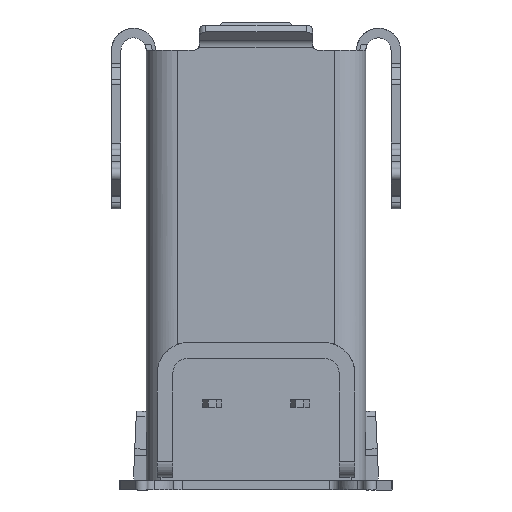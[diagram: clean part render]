
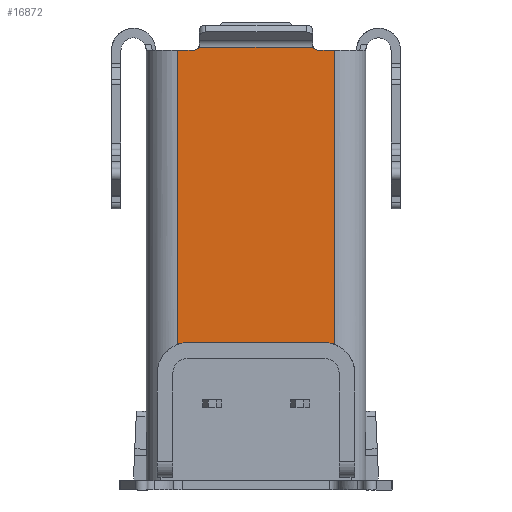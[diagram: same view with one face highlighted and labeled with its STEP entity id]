
A CAD part, front view. The second image highlights one B-rep face of the part: STEP entity #16872.
In plain terms, the highlighted planar face has unit normal (0, -1, 0).
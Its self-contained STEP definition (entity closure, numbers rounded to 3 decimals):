
#276 = VERTEX_POINT ( 'NONE', #2581 ) ;
#379 = AXIS2_PLACEMENT_3D ( 'NONE', #14845, #15008, #2880 ) ;
#577 = EDGE_CURVE ( 'NONE', #4875, #8185, #8627, .T. ) ;
#645 = EDGE_CURVE ( 'NONE', #7780, #8185, #12570, .T. ) ;
#1128 = ORIENTED_EDGE ( 'NONE', *, *, #8015, .F. ) ;
#1180 = DIRECTION ( 'NONE',  ( 0., 1., 0. ) ) ;
#1351 = CARTESIAN_POINT ( 'NONE',  ( -2., 0.35, 6.75 ) ) ;
#1416 = DIRECTION ( 'NONE',  ( 0., 0., 1. ) ) ;
#1480 = ORIENTED_EDGE ( 'NONE', *, *, #2250, .T. ) ;
#1875 = CARTESIAN_POINT ( 'NONE',  ( -3.5, 0.35, 6.55 ) ) ;
#2250 = EDGE_CURVE ( 'NONE', #15497, #276, #8999, .T. ) ;
#2452 = EDGE_CURVE ( 'NONE', #14153, #16053, #14683, .T. ) ;
#2457 = EDGE_CURVE ( 'NONE', #8249, #15497, #9521, .T. ) ;
#2487 = DIRECTION ( 'NONE',  ( 0., 0., -1. ) ) ;
#2516 = CIRCLE ( 'NONE', #10874, 1. ) ;
#2581 = CARTESIAN_POINT ( 'NONE',  ( 2., 0.35, 6.55 ) ) ;
#2692 = FACE_OUTER_BOUND ( 'NONE', #10923, .T. ) ;
#2861 = DIRECTION ( 'NONE',  ( 0., 0., -1. ) ) ;
#2880 = DIRECTION ( 'NONE',  ( 1., 0., 0. ) ) ;
#3099 = EDGE_CURVE ( 'NONE', #16053, #10474, #12493, .T. ) ;
#3633 = EDGE_CURVE ( 'NONE', #7780, #13214, #4198, .T. ) ;
#3636 = DIRECTION ( 'NONE',  ( 0., -1., 0. ) ) ;
#3806 = DIRECTION ( 'NONE',  ( 0., 0., -1. ) ) ;
#3983 = DIRECTION ( 'NONE',  ( 0., -1., 0. ) ) ;
#4002 = CARTESIAN_POINT ( 'NONE',  ( 2.5, 0.35, 6.55 ) ) ;
#4034 = CARTESIAN_POINT ( 'NONE',  ( -1.827, 0.35, 6.65 ) ) ;
#4125 = AXIS2_PLACEMENT_3D ( 'NONE', #1351, #1180, #2487 ) ;
#4198 = LINE ( 'NONE', #13809, #7749 ) ;
#4308 = ORIENTED_EDGE ( 'NONE', *, *, #577, .T. ) ;
#4610 = CARTESIAN_POINT ( 'NONE',  ( -2.5, 0.35, -7.15 ) ) ;
#4875 = VERTEX_POINT ( 'NONE', #14492 ) ;
#5090 = EDGE_CURVE ( 'NONE', #8249, #13214, #2516, .T. ) ;
#5292 = CARTESIAN_POINT ( 'NONE',  ( 2.15, 0.35, -3.75 ) ) ;
#6576 = ORIENTED_EDGE ( 'NONE', *, *, #2457, .T. ) ;
#6854 = DIRECTION ( 'NONE',  ( 0., 0., -1. ) ) ;
#7470 = DIRECTION ( 'NONE',  ( 0., 0., -1. ) ) ;
#7612 = AXIS2_PLACEMENT_3D ( 'NONE', #12198, #3983, #2861 ) ;
#7749 = VECTOR ( 'NONE', #14942, 1000. ) ;
#7780 = VERTEX_POINT ( 'NONE', #9210 ) ;
#7823 = CARTESIAN_POINT ( 'NONE',  ( -2.15, 0.35, -3.75 ) ) ;
#8015 = EDGE_CURVE ( 'NONE', #4875, #10474, #11382, .T. ) ;
#8099 = AXIS2_PLACEMENT_3D ( 'NONE', #7823, #3636, #3806 ) ;
#8185 = VERTEX_POINT ( 'NONE', #12967 ) ;
#8249 = VERTEX_POINT ( 'NONE', #15683 ) ;
#8259 = CARTESIAN_POINT ( 'NONE',  ( 2.15, 0.35, -2.75 ) ) ;
#8281 = DIRECTION ( 'NONE',  ( -1., 0., 0. ) ) ;
#8488 = VECTOR ( 'NONE', #10394, 1000. ) ;
#8627 = LINE ( 'NONE', #4610, #15343 ) ;
#8999 = LINE ( 'NONE', #10660, #8488 ) ;
#9210 = CARTESIAN_POINT ( 'NONE',  ( -2.15, 0.35, -2.75 ) ) ;
#9448 = VECTOR ( 'NONE', #15325, 1000. ) ;
#9521 = LINE ( 'NONE', #13380, #9969 ) ;
#9969 = VECTOR ( 'NONE', #1416, 1000. ) ;
#10394 = DIRECTION ( 'NONE',  ( -1., 0., 0. ) ) ;
#10474 = VERTEX_POINT ( 'NONE', #15158 ) ;
#10536 = ORIENTED_EDGE ( 'NONE', *, *, #3633, .T. ) ;
#10660 = CARTESIAN_POINT ( 'NONE',  ( 2.5, 0.35, 6.55 ) ) ;
#10874 = AXIS2_PLACEMENT_3D ( 'NONE', #5292, #14651, #6854 ) ;
#10885 = ORIENTED_EDGE ( 'NONE', *, *, #3099, .T. ) ;
#10923 = EDGE_LOOP ( 'NONE', ( #1128, #4308, #11060, #10536, #17025, #6576, #1480, #11602, #13770, #10885 ) ) ;
#11060 = ORIENTED_EDGE ( 'NONE', *, *, #645, .F. ) ;
#11369 = VECTOR ( 'NONE', #8281, 1000. ) ;
#11382 = LINE ( 'NONE', #1875, #9448 ) ;
#11602 = ORIENTED_EDGE ( 'NONE', *, *, #16538, .T. ) ;
#12198 = CARTESIAN_POINT ( 'NONE',  ( -2.5, 0.35, -7.15 ) ) ;
#12371 = PLANE ( 'NONE',  #7612 ) ;
#12493 = CIRCLE ( 'NONE', #4125, 0.2 ) ;
#12570 = CIRCLE ( 'NONE', #8099, 1. ) ;
#12967 = CARTESIAN_POINT ( 'NONE',  ( -2.5, 0.35, -2.813 ) ) ;
#13214 = VERTEX_POINT ( 'NONE', #8259 ) ;
#13380 = CARTESIAN_POINT ( 'NONE',  ( 2.5, 0.35, -7.15 ) ) ;
#13770 = ORIENTED_EDGE ( 'NONE', *, *, #2452, .T. ) ;
#13809 = CARTESIAN_POINT ( 'NONE',  ( -2.5, 0.35, -2.75 ) ) ;
#14153 = VERTEX_POINT ( 'NONE', #14480 ) ;
#14480 = CARTESIAN_POINT ( 'NONE',  ( 1.827, 0.35, 6.65 ) ) ;
#14492 = CARTESIAN_POINT ( 'NONE',  ( -2.5, 0.35, 6.55 ) ) ;
#14651 = DIRECTION ( 'NONE',  ( 0., -1., 0. ) ) ;
#14683 = LINE ( 'NONE', #16167, #11369 ) ;
#14845 = CARTESIAN_POINT ( 'NONE',  ( 2., 0.35, 6.75 ) ) ;
#14942 = DIRECTION ( 'NONE',  ( 1., 0., 0. ) ) ;
#15008 = DIRECTION ( 'NONE',  ( 0., 1., 0. ) ) ;
#15158 = CARTESIAN_POINT ( 'NONE',  ( -2., 0.35, 6.55 ) ) ;
#15325 = DIRECTION ( 'NONE',  ( 1., 0., 0. ) ) ;
#15343 = VECTOR ( 'NONE', #7470, 1000. ) ;
#15438 = CIRCLE ( 'NONE', #379, 0.2 ) ;
#15497 = VERTEX_POINT ( 'NONE', #4002 ) ;
#15683 = CARTESIAN_POINT ( 'NONE',  ( 2.5, 0.35, -2.813 ) ) ;
#16053 = VERTEX_POINT ( 'NONE', #4034 ) ;
#16167 = CARTESIAN_POINT ( 'NONE',  ( -2.5, 0.35, 6.65 ) ) ;
#16538 = EDGE_CURVE ( 'NONE', #276, #14153, #15438, .T. ) ;
#16872 = ADVANCED_FACE ( 'NONE', ( #2692 ), #12371, .T. ) ;
#17025 = ORIENTED_EDGE ( 'NONE', *, *, #5090, .F. ) ;
